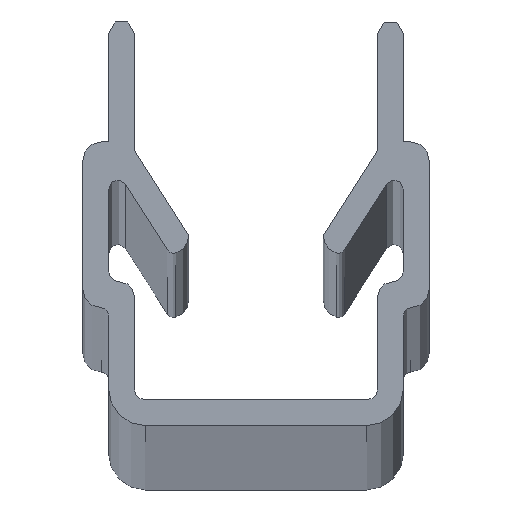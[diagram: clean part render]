
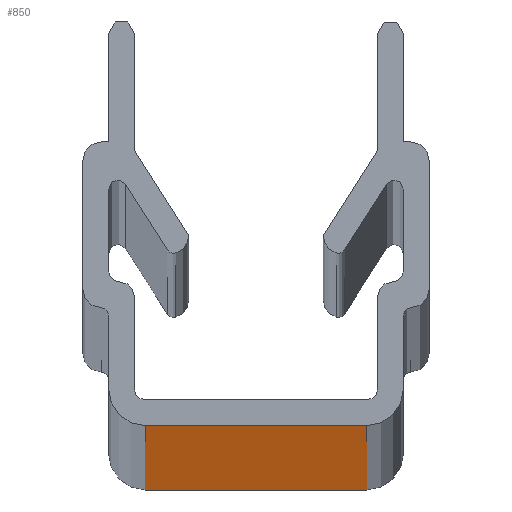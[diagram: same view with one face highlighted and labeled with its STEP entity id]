
A CAD part, top view. The second image highlights one B-rep face of the part: STEP entity #850.
In plain terms, the highlighted planar face has unit normal (0, -1, 0).
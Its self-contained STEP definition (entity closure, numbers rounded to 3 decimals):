
#30=PLANE('',#932);
#70=FACE_OUTER_BOUND('',#114,.T.);
#114=EDGE_LOOP('',(#675,#676,#677,#678));
#188=LINE('',#1412,#270);
#189=LINE('',#1415,#271);
#190=LINE('',#1417,#272);
#191=LINE('',#1418,#273);
#270=VECTOR('',#1154,1000.);
#271=VECTOR('',#1157,6.);
#272=VECTOR('',#1158,6.);
#273=VECTOR('',#1159,1000.);
#399=VERTEX_POINT('',#1408);
#400=VERTEX_POINT('',#1410);
#401=VERTEX_POINT('',#1414);
#402=VERTEX_POINT('',#1416);
#516=EDGE_CURVE('',#399,#400,#188,.T.);
#517=EDGE_CURVE('',#401,#399,#189,.T.);
#518=EDGE_CURVE('',#402,#400,#190,.T.);
#519=EDGE_CURVE('',#401,#402,#191,.T.);
#675=ORIENTED_EDGE('',*,*,#517,.T.);
#676=ORIENTED_EDGE('',*,*,#516,.T.);
#677=ORIENTED_EDGE('',*,*,#518,.F.);
#678=ORIENTED_EDGE('',*,*,#519,.F.);
#850=ADVANCED_FACE('',(#70),#30,.T.);
#932=AXIS2_PLACEMENT_3D('',#1413,#1155,#1156);
#1154=DIRECTION('',(0.,0.,1.));
#1155=DIRECTION('center_axis',(0.,-1.,0.));
#1156=DIRECTION('ref_axis',(1.,0.,0.));
#1157=DIRECTION('',(1.,0.,0.));
#1158=DIRECTION('',(1.,0.,0.));
#1159=DIRECTION('',(0.,0.,1.));
#1408=CARTESIAN_POINT('',(6.,0.,0.));
#1410=CARTESIAN_POINT('',(6.,0.,1000.));
#1412=CARTESIAN_POINT('',(6.,0.,0.));
#1413=CARTESIAN_POINT('Origin',(0.,0.,0.));
#1414=CARTESIAN_POINT('',(0.,0.,0.));
#1415=CARTESIAN_POINT('',(0.,0.,0.));
#1416=CARTESIAN_POINT('',(0.,0.,1000.));
#1417=CARTESIAN_POINT('',(0.,0.,1000.));
#1418=CARTESIAN_POINT('',(0.,0.,0.));
